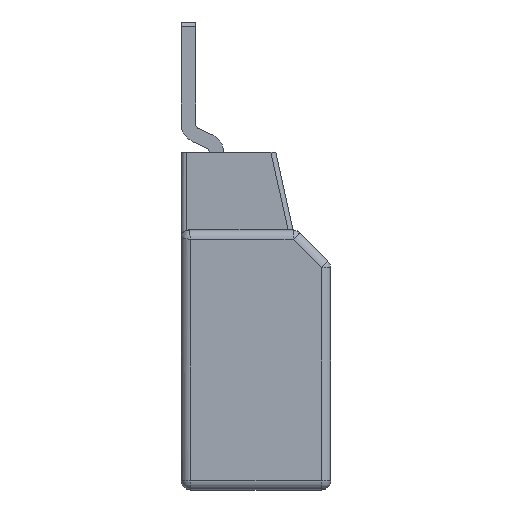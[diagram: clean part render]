
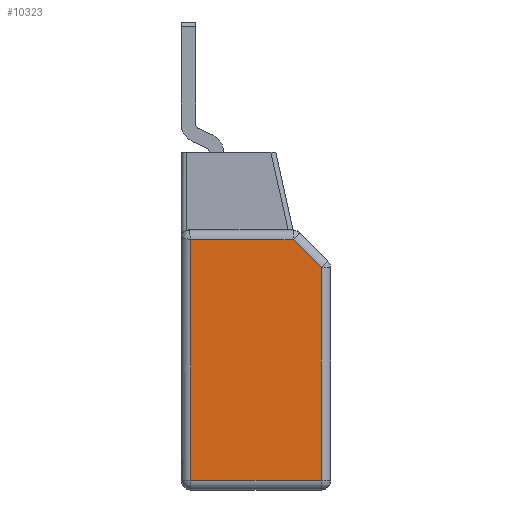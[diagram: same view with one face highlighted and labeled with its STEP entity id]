
A CAD part, left-side view. The second image highlights one B-rep face of the part: STEP entity #10323.
In plain terms, the highlighted planar face has unit normal (-1, 0, 0).
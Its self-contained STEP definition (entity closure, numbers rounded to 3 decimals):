
#614=FACE_OUTER_BOUND('',#1250,.T.);
#1250=EDGE_LOOP('',(#6921,#6922,#6923,#6924,#6925));
#2133=LINE('',#16202,#3009);
#2134=LINE('',#16204,#3010);
#2135=LINE('',#16206,#3011);
#2136=LINE('',#16208,#3012);
#2137=LINE('',#16209,#3013);
#3009=VECTOR('',#12752,24.95);
#3010=VECTOR('',#12753,13.5);
#3011=VECTOR('',#12754,22.036);
#3012=VECTOR('',#12755,4.121);
#3013=VECTOR('',#12756,10.586);
#4469=VERTEX_POINT('',#16200);
#4470=VERTEX_POINT('',#16201);
#4471=VERTEX_POINT('',#16203);
#4472=VERTEX_POINT('',#16205);
#4473=VERTEX_POINT('',#16207);
#5384=EDGE_CURVE('',#4469,#4470,#2133,.T.);
#5385=EDGE_CURVE('',#4471,#4469,#2134,.T.);
#5386=EDGE_CURVE('',#4472,#4471,#2135,.T.);
#5387=EDGE_CURVE('',#4473,#4472,#2136,.T.);
#5388=EDGE_CURVE('',#4470,#4473,#2137,.T.);
#6921=ORIENTED_EDGE('',*,*,#5384,.F.);
#6922=ORIENTED_EDGE('',*,*,#5385,.F.);
#6923=ORIENTED_EDGE('',*,*,#5386,.F.);
#6924=ORIENTED_EDGE('',*,*,#5387,.F.);
#6925=ORIENTED_EDGE('',*,*,#5388,.F.);
#9467=PLANE('',#11108);
#10323=ADVANCED_FACE('',(#614),#9467,.T.);
#11108=AXIS2_PLACEMENT_3D('',#16199,#12750,#12751);
#12750=DIRECTION('center_axis',(-1.,0.,0.));
#12751=DIRECTION('ref_axis',(0.,0.,-1.));
#12752=DIRECTION('',(0.,0.,1.));
#12753=DIRECTION('',(0.,1.,0.));
#12754=DIRECTION('',(0.,0.,-1.));
#12755=DIRECTION('',(0.,-0.707,-0.707));
#12756=DIRECTION('',(0.,-1.,0.));
#16199=CARTESIAN_POINT('Origin',(-51.592,23.859,12.115));
#16200=CARTESIAN_POINT('',(-51.592,22.859,11.615));
#16201=CARTESIAN_POINT('',(-51.592,22.859,36.565));
#16202=CARTESIAN_POINT('',(-51.592,22.859,12.115));
#16203=CARTESIAN_POINT('',(-51.592,9.359,11.615));
#16204=CARTESIAN_POINT('',(-51.592,19.984,11.615));
#16205=CARTESIAN_POINT('',(-51.592,9.359,33.651));
#16206=CARTESIAN_POINT('',(-51.592,9.359,12.115));
#16207=CARTESIAN_POINT('',(-51.592,12.273,36.565));
#16208=CARTESIAN_POINT('',(-51.592,5.328,29.62));
#16209=CARTESIAN_POINT('',(-51.592,12.234,36.565));
